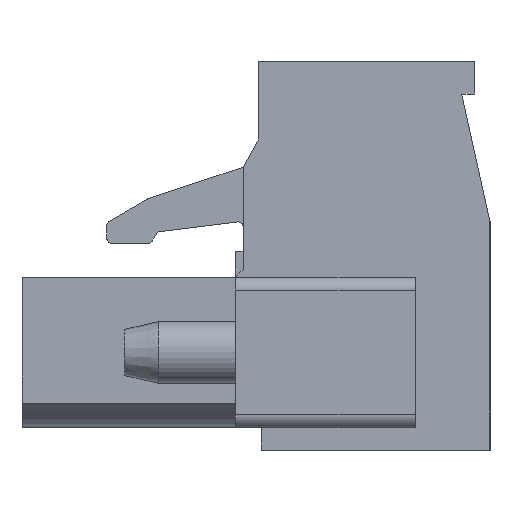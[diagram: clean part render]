
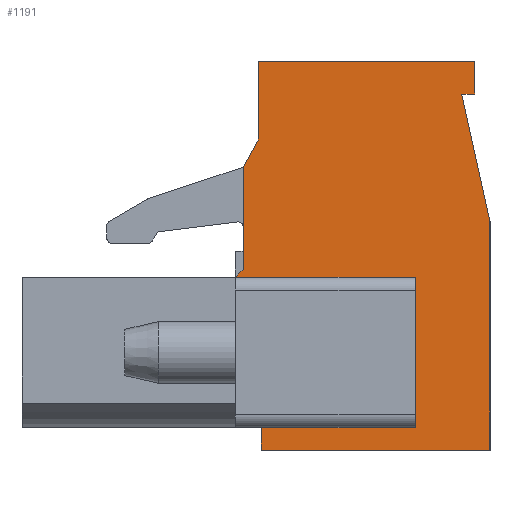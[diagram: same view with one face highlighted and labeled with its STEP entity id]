
A CAD part, left-side view. The second image highlights one B-rep face of the part: STEP entity #1191.
In plain terms, the highlighted planar face has unit normal (-1, 0, 0).
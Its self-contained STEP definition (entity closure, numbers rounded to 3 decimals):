
#1191 = ADVANCED_FACE( '', ( #3048 ), #3049, .T. );
#3048 = FACE_OUTER_BOUND( '', #5801, .T. );
#3049 = PLANE( '', #5802 );
#5801 = EDGE_LOOP( '', ( #8652, #8653, #8654, #8655, #8656, #8657, #8658, #8659, #8660, #8661, #8662, #8663, #8664, #8665 ) );
#5802 = AXIS2_PLACEMENT_3D( '', #8666, #8667, #8668 );
#8652 = ORIENTED_EDGE( '', *, *, #16648, .F. );
#8653 = ORIENTED_EDGE( '', *, *, #16649, .F. );
#8654 = ORIENTED_EDGE( '', *, *, #16650, .F. );
#8655 = ORIENTED_EDGE( '', *, *, #16651, .T. );
#8656 = ORIENTED_EDGE( '', *, *, #16652, .T. );
#8657 = ORIENTED_EDGE( '', *, *, #16653, .T. );
#8658 = ORIENTED_EDGE( '', *, *, #16654, .T. );
#8659 = ORIENTED_EDGE( '', *, *, #16655, .T. );
#8660 = ORIENTED_EDGE( '', *, *, #16656, .T. );
#8661 = ORIENTED_EDGE( '', *, *, #16657, .T. );
#8662 = ORIENTED_EDGE( '', *, *, #16658, .T. );
#8663 = ORIENTED_EDGE( '', *, *, #16659, .T. );
#8664 = ORIENTED_EDGE( '', *, *, #16660, .T. );
#8665 = ORIENTED_EDGE( '', *, *, #16661, .T. );
#8666 = CARTESIAN_POINT( '', ( -21.86, 0., 0. ) );
#8667 = DIRECTION( '', ( -1., 0., 0. ) );
#8668 = DIRECTION( '', ( 0., 0., 1. ) );
#16648 = EDGE_CURVE( '', #19902, #19903, #19904, .T. );
#16649 = EDGE_CURVE( '', #19905, #19902, #19906, .T. );
#16650 = EDGE_CURVE( '', #19907, #19905, #19908, .T. );
#16651 = EDGE_CURVE( '', #19907, #19909, #19910, .T. );
#16652 = EDGE_CURVE( '', #19909, #19911, #19912, .T. );
#16653 = EDGE_CURVE( '', #19911, #19913, #19914, .T. );
#16654 = EDGE_CURVE( '', #19913, #19915, #19916, .T. );
#16655 = EDGE_CURVE( '', #19915, #19917, #19918, .T. );
#16656 = EDGE_CURVE( '', #19917, #19919, #19920, .T. );
#16657 = EDGE_CURVE( '', #19919, #19921, #19922, .T. );
#16658 = EDGE_CURVE( '', #19921, #19923, #19924, .T. );
#16659 = EDGE_CURVE( '', #19923, #19925, #19926, .T. );
#16660 = EDGE_CURVE( '', #19925, #19927, #19928, .T. );
#16661 = EDGE_CURVE( '', #19927, #19903, #19929, .F. );
#19902 = VERTEX_POINT( '', #24668 );
#19903 = VERTEX_POINT( '', #24669 );
#19904 = LINE( '', #24670, #24671 );
#19905 = VERTEX_POINT( '', #24672 );
#19906 = LINE( '', #24673, #24674 );
#19907 = VERTEX_POINT( '', #24675 );
#19908 = LINE( '', #24676, #24677 );
#19909 = VERTEX_POINT( '', #24678 );
#19910 = LINE( '', #24679, #24680 );
#19911 = VERTEX_POINT( '', #24681 );
#19912 = LINE( '', #24682, #24683 );
#19913 = VERTEX_POINT( '', #24684 );
#19914 = LINE( '', #24685, #24686 );
#19915 = VERTEX_POINT( '', #24687 );
#19916 = LINE( '', #24688, #24689 );
#19917 = VERTEX_POINT( '', #24690 );
#19918 = LINE( '', #24691, #24692 );
#19919 = VERTEX_POINT( '', #24693 );
#19920 = LINE( '', #24694, #24695 );
#19921 = VERTEX_POINT( '', #24696 );
#19922 = LINE( '', #24697, #24698 );
#19923 = VERTEX_POINT( '', #24699 );
#19924 = LINE( '', #24700, #24701 );
#19925 = VERTEX_POINT( '', #24702 );
#19926 = LINE( '', #24703, #24704 );
#19927 = VERTEX_POINT( '', #24705 );
#19928 = LINE( '', #24706, #24707 );
#19929 = LINE( '', #24708, #24709 );
#24668 = CARTESIAN_POINT( '', ( -21.86, -1.55, 2.275 ) );
#24669 = CARTESIAN_POINT( '', ( -21.86, 5.45, 2.275 ) );
#24670 = CARTESIAN_POINT( '', ( -21.86, -1.55, 2.275 ) );
#24671 = VECTOR( '', #31299, 1000. );
#24672 = CARTESIAN_POINT( '', ( -21.86, -1.55, -3.575 ) );
#24673 = CARTESIAN_POINT( '', ( -21.86, -1.55, -3.575 ) );
#24674 = VECTOR( '', #31300, 1000. );
#24675 = CARTESIAN_POINT( '', ( -21.86, 4.45, -3.575 ) );
#24676 = CARTESIAN_POINT( '', ( -21.86, 5.45, -3.575 ) );
#24677 = VECTOR( '', #31301, 1000. );
#24678 = CARTESIAN_POINT( '', ( -21.86, 4.45, -4.45 ) );
#24679 = CARTESIAN_POINT( '', ( -21.86, 4.45, -3.575 ) );
#24680 = VECTOR( '', #31302, 1000. );
#24681 = CARTESIAN_POINT( '', ( -21.86, -4.45, -4.45 ) );
#24682 = CARTESIAN_POINT( '', ( -21.86, 4.45, -4.45 ) );
#24683 = VECTOR( '', #31303, 1000. );
#24684 = CARTESIAN_POINT( '', ( -21.86, -4.45, 4.45 ) );
#24685 = CARTESIAN_POINT( '', ( -21.86, -4.45, -4.45 ) );
#24686 = VECTOR( '', #31304, 1000. );
#24687 = CARTESIAN_POINT( '', ( -21.86, -3.35, 9.4 ) );
#24688 = CARTESIAN_POINT( '', ( -21.86, -4.45, 4.45 ) );
#24689 = VECTOR( '', #31305, 1000. );
#24690 = CARTESIAN_POINT( '', ( -21.86, -3.85, 9.4 ) );
#24691 = CARTESIAN_POINT( '', ( -21.86, -3.35, 9.4 ) );
#24692 = VECTOR( '', #31306, 1000. );
#24693 = CARTESIAN_POINT( '', ( -21.86, -3.85, 10.65 ) );
#24694 = CARTESIAN_POINT( '', ( -21.86, -3.85, 9.4 ) );
#24695 = VECTOR( '', #31307, 1000. );
#24696 = CARTESIAN_POINT( '', ( -21.86, 4.55, 10.65 ) );
#24697 = CARTESIAN_POINT( '', ( -21.86, -3.85, 10.65 ) );
#24698 = VECTOR( '', #31308, 1000. );
#24699 = CARTESIAN_POINT( '', ( -21.86, 4.55, 7.65 ) );
#24700 = CARTESIAN_POINT( '', ( -21.86, 4.55, 10.65 ) );
#24701 = VECTOR( '', #31309, 1000. );
#24702 = CARTESIAN_POINT( '', ( -21.86, 5.15, 6.55 ) );
#24703 = CARTESIAN_POINT( '', ( -21.86, 4.55, 7.65 ) );
#24704 = VECTOR( '', #31310, 1000. );
#24705 = CARTESIAN_POINT( '', ( -21.86, 5.15, 2.575 ) );
#24706 = CARTESIAN_POINT( '', ( -21.86, 5.15, 6.55 ) );
#24707 = VECTOR( '', #31311, 1000. );
#24708 = CARTESIAN_POINT( '', ( -21.86, 5.15, 2.575 ) );
#24709 = VECTOR( '', #31312, 1000. );
#31299 = DIRECTION( '', ( 0., 1., 0. ) );
#31300 = DIRECTION( '', ( 0., 0., 1. ) );
#31301 = DIRECTION( '', ( 0., -1., 0. ) );
#31302 = DIRECTION( '', ( 0., 0., -1. ) );
#31303 = DIRECTION( '', ( 0., -1., 0. ) );
#31304 = DIRECTION( '', ( 0., 0., 1. ) );
#31305 = DIRECTION( '', ( 0., 0.217, 0.976 ) );
#31306 = DIRECTION( '', ( 0., -1., 0. ) );
#31307 = DIRECTION( '', ( 0., 0., 1. ) );
#31308 = DIRECTION( '', ( 0., 1., 0. ) );
#31309 = DIRECTION( '', ( 0., 0., -1. ) );
#31310 = DIRECTION( '', ( 0., 0.479, -0.878 ) );
#31311 = DIRECTION( '', ( 0., 0., -1. ) );
#31312 = DIRECTION( '', ( 0., -0.707, 0.707 ) );
